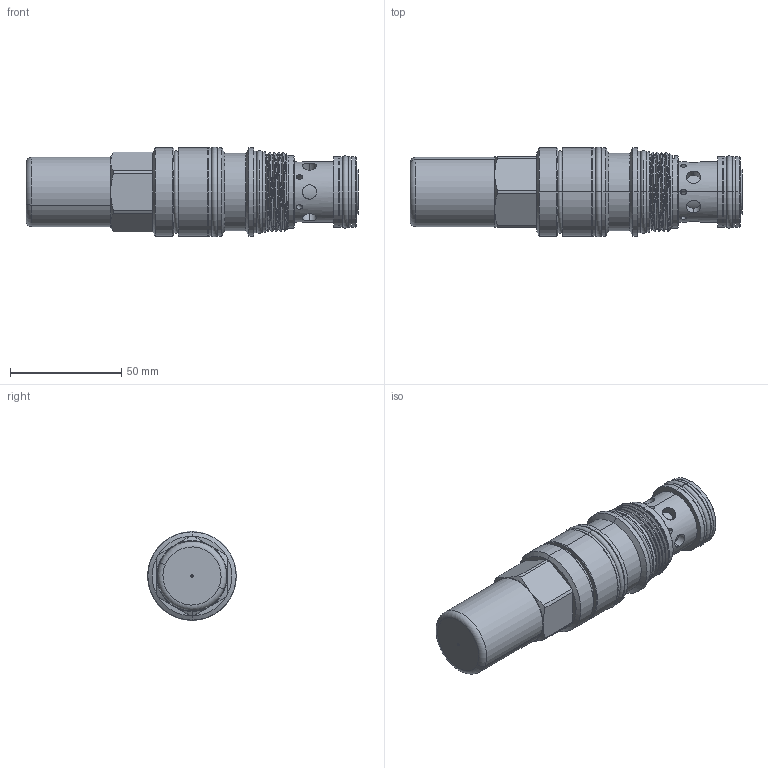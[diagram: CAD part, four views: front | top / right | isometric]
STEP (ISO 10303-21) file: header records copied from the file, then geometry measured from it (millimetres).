
FILE_DESCRIPTION (( 'STEP AP203' ), '1' );
FILE_NAME ('CA17A3B(3E)-C.STEP', '2020-03-18T05:12:29', ( '' ), ( '' ), 'SwSTEP 2.0', 'SolidWorks 2018', '' );
FILE_SCHEMA (( 'CONFIG_CONTROL_DESIGN' ));
Length unit declared in the file: millimetre
Products named in the file (1): CA17A3B(3E)-C
Bounding box: 149.3 x 40.39 x 40.39 mm (x, y, z)
Volume: 118549.1 mm3; surface area: 34614.9 mm2
Topology: 5 solids, 6 shells, 380 faces, 869 edges, 533 vertices
Faces by surface type: cylinder 173, plane 82, cone 63, torus 52, bspline 9, sphere 1
Entity records: 16285 total; most frequent: CARTESIAN_POINT 7825, DIRECTION 1799, ORIENTED_EDGE 1734, EDGE_CURVE 867, AXIS2_PLACEMENT_3D 766, VERTEX_POINT 532, EDGE_LOOP 423, CIRCLE 394
